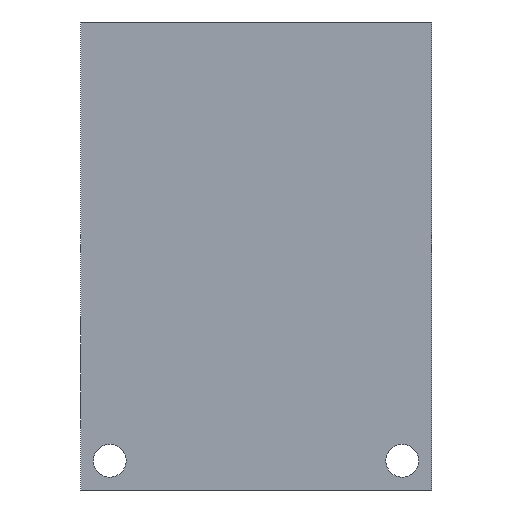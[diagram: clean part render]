
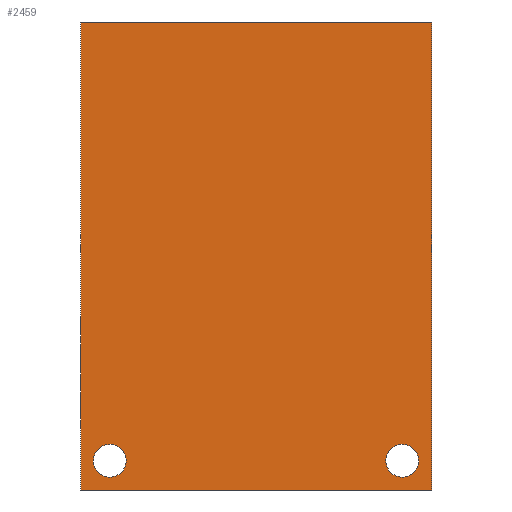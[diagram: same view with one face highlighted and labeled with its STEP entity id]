
A CAD part, left-side view. The second image highlights one B-rep face of the part: STEP entity #2459.
In plain terms, the highlighted planar face has unit normal (-1, 0, 0).
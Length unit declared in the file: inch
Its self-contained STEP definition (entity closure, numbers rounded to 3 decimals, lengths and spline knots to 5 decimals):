
#1=DIRECTION('',(0.,-1.,0.));
#2=VECTOR('',#1,3.);
#3=CARTESIAN_POINT('',(0.,0.,0.));
#4=LINE('',#3,#2);
#27=DIRECTION('',(0.,0.,1.));
#28=VECTOR('',#27,4.);
#29=CARTESIAN_POINT('',(0.,0.,0.));
#30=LINE('',#29,#28);
#31=CARTESIAN_POINT('',(0.,-0.25,0.25));
#32=DIRECTION('',(1.,0.,0.));
#33=DIRECTION('',(0.,0.,-1.));
#34=AXIS2_PLACEMENT_3D('',#31,#32,#33);
#36=CARTESIAN_POINT('',(0.,-0.25,0.25));
#37=DIRECTION('',(1.,0.,0.));
#38=DIRECTION('',(0.,0.,1.));
#39=AXIS2_PLACEMENT_3D('',#36,#37,#38);
#41=CARTESIAN_POINT('',(0.,-2.75,0.25));
#42=DIRECTION('',(1.,0.,0.));
#43=DIRECTION('',(0.,0.,-1.));
#44=AXIS2_PLACEMENT_3D('',#41,#42,#43);
#46=CARTESIAN_POINT('',(0.,-2.75,0.25));
#47=DIRECTION('',(1.,0.,0.));
#48=DIRECTION('',(0.,0.,1.));
#49=AXIS2_PLACEMENT_3D('',#46,#47,#48);
#99=DIRECTION('',(0.,0.,1.));
#100=VECTOR('',#99,4.);
#101=CARTESIAN_POINT('',(0.,-3.,0.));
#102=LINE('',#101,#100);
#1490=DIRECTION('',(0.,-1.,0.));
#1491=VECTOR('',#1490,3.);
#1492=CARTESIAN_POINT('',(0.,0.,4.));
#1493=LINE('',#1492,#1491);
#2155=CARTESIAN_POINT('',(0.,0.,0.));
#2156=CARTESIAN_POINT('',(0.,-3.,0.));
#2157=VERTEX_POINT('',#2155);
#2158=VERTEX_POINT('',#2156);
#2163=CARTESIAN_POINT('',(0.,0.,4.));
#2164=CARTESIAN_POINT('',(0.,-3.,4.));
#2165=VERTEX_POINT('',#2163);
#2166=VERTEX_POINT('',#2164);
#2259=CARTESIAN_POINT('',(0.,-0.25,0.1095));
#2260=CARTESIAN_POINT('',(0.,-0.25,0.3905));
#2261=VERTEX_POINT('',#2259);
#2262=VERTEX_POINT('',#2260);
#2267=CARTESIAN_POINT('',(0.,-2.75,0.1095));
#2268=CARTESIAN_POINT('',(0.,-2.75,0.3905));
#2269=VERTEX_POINT('',#2267);
#2270=VERTEX_POINT('',#2268);
#2433=CARTESIAN_POINT('',(0.,0.,0.));
#2434=DIRECTION('',(-1.,0.,0.));
#2435=DIRECTION('',(0.,-1.,0.));
#2436=AXIS2_PLACEMENT_3D('',#2433,#2434,#2435);
#2437=PLANE('',#2436);
#2438=ORIENTED_EDGE('',*,*,#2416,.F.);
#2440=ORIENTED_EDGE('',*,*,#2439,.T.);
#2442=ORIENTED_EDGE('',*,*,#2441,.T.);
#2444=ORIENTED_EDGE('',*,*,#2443,.F.);
#2445=EDGE_LOOP('',(#2438,#2440,#2442,#2444));
#2446=FACE_OUTER_BOUND('',#2445,.F.);
#2448=ORIENTED_EDGE('',*,*,#2447,.F.);
#2450=ORIENTED_EDGE('',*,*,#2449,.F.);
#2451=EDGE_LOOP('',(#2448,#2450));
#2452=FACE_BOUND('',#2451,.F.);
#2454=ORIENTED_EDGE('',*,*,#2453,.F.);
#2456=ORIENTED_EDGE('',*,*,#2455,.F.);
#2457=EDGE_LOOP('',(#2454,#2456));
#2458=FACE_BOUND('',#2457,.F.);
#2459=ADVANCED_FACE('',(#2446,#2452,#2458),#2437,.T.);
#35=CIRCLE('',#34,0.1405);
#40=CIRCLE('',#39,0.1405);
#45=CIRCLE('',#44,0.1405);
#50=CIRCLE('',#49,0.1405);
#2416=EDGE_CURVE('',#2157,#2158,#4,.T.);
#2439=EDGE_CURVE('',#2157,#2165,#30,.T.);
#2441=EDGE_CURVE('',#2165,#2166,#1493,.T.);
#2443=EDGE_CURVE('',#2158,#2166,#102,.T.);
#2447=EDGE_CURVE('',#2261,#2262,#35,.T.);
#2449=EDGE_CURVE('',#2262,#2261,#40,.T.);
#2453=EDGE_CURVE('',#2269,#2270,#45,.T.);
#2455=EDGE_CURVE('',#2270,#2269,#50,.T.);
